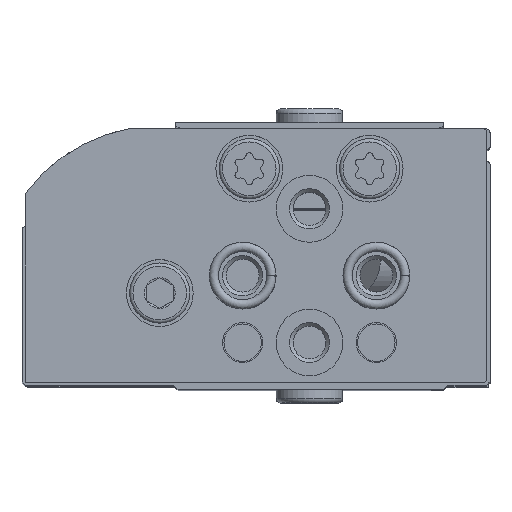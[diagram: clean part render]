
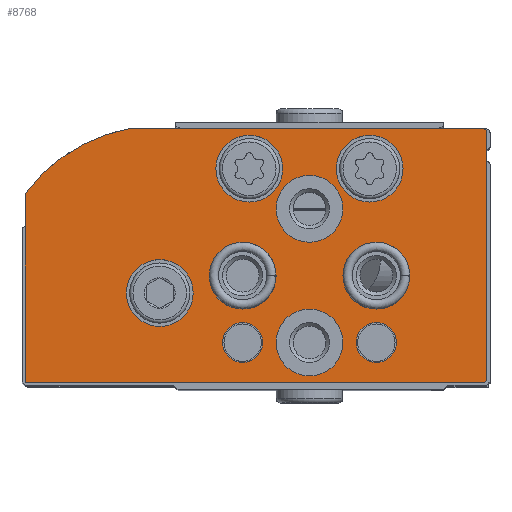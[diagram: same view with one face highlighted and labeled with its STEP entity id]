
A CAD part, top view. The second image highlights one B-rep face of the part: STEP entity #8768.
In plain terms, the highlighted face is planar.
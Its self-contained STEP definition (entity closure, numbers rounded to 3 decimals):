
#926=LINE('',#14999,#1601);
#930=LINE('',#15009,#1605);
#932=LINE('',#15013,#1607);
#935=LINE('',#15021,#1610);
#1601=VECTOR('',#12079,1000.);
#1605=VECTOR('',#12089,1000.);
#1607=VECTOR('',#12093,1000.);
#1610=VECTOR('',#12102,1000.);
#3397=ORIENTED_EDGE('',*,*,#5011,.T.);
#3398=ORIENTED_EDGE('',*,*,#5012,.T.);
#3399=ORIENTED_EDGE('',*,*,#5013,.T.);
#3400=ORIENTED_EDGE('',*,*,#5014,.T.);
#3401=ORIENTED_EDGE('',*,*,#5015,.T.);
#3402=ORIENTED_EDGE('',*,*,#5016,.T.);
#3403=ORIENTED_EDGE('',*,*,#5017,.T.);
#3404=ORIENTED_EDGE('',*,*,#5018,.T.);
#3405=ORIENTED_EDGE('',*,*,#5019,.T.);
#3406=ORIENTED_EDGE('',*,*,#4996,.F.);
#3407=ORIENTED_EDGE('',*,*,#5010,.F.);
#3408=ORIENTED_EDGE('',*,*,#5007,.F.);
#3409=ORIENTED_EDGE('',*,*,#5005,.F.);
#3410=ORIENTED_EDGE('',*,*,#5003,.F.);
#3411=ORIENTED_EDGE('',*,*,#5001,.F.);
#3412=ORIENTED_EDGE('',*,*,#4999,.F.);
#4996=EDGE_CURVE('',#5964,#5965,#926,.T.);
#4999=EDGE_CURVE('',#5965,#5966,#6466,.T.);
#5001=EDGE_CURVE('',#5966,#5967,#930,.T.);
#5003=EDGE_CURVE('',#5967,#5968,#932,.T.);
#5005=EDGE_CURVE('',#5968,#5969,#6467,.T.);
#5007=EDGE_CURVE('',#5969,#5970,#935,.T.);
#5010=EDGE_CURVE('',#5970,#5964,#6468,.T.);
#5011=EDGE_CURVE('',#5971,#5971,#6469,.T.);
#5012=EDGE_CURVE('',#5972,#5972,#6470,.T.);
#5013=EDGE_CURVE('',#5973,#5973,#6471,.T.);
#5014=EDGE_CURVE('',#5974,#5974,#6472,.T.);
#5015=EDGE_CURVE('',#5975,#5975,#6473,.T.);
#5016=EDGE_CURVE('',#5976,#5976,#6474,.T.);
#5017=EDGE_CURVE('',#5977,#5977,#6475,.T.);
#5018=EDGE_CURVE('',#5978,#5978,#6476,.T.);
#5019=EDGE_CURVE('',#5979,#5979,#6477,.T.);
#5964=VERTEX_POINT('',#15000);
#5965=VERTEX_POINT('',#15001);
#5966=VERTEX_POINT('',#15006);
#5967=VERTEX_POINT('',#15010);
#5968=VERTEX_POINT('',#15014);
#5969=VERTEX_POINT('',#15018);
#5970=VERTEX_POINT('',#15022);
#5971=VERTEX_POINT('',#15029);
#5972=VERTEX_POINT('',#15031);
#5973=VERTEX_POINT('',#15033);
#5974=VERTEX_POINT('',#15035);
#5975=VERTEX_POINT('',#15037);
#5976=VERTEX_POINT('',#15039);
#5977=VERTEX_POINT('',#15041);
#5978=VERTEX_POINT('',#15043);
#5979=VERTEX_POINT('',#15045);
#6466=CIRCLE('',#9907,0.3);
#6467=CIRCLE('',#9911,12.5);
#6468=CIRCLE('',#9914,0.3);
#6469=CIRCLE('',#9916,2.5);
#6470=CIRCLE('',#9917,1.5);
#6471=CIRCLE('',#9918,2.5);
#6472=CIRCLE('',#9919,1.5);
#6473=CIRCLE('',#9920,2.5);
#6474=CIRCLE('',#9921,2.5);
#6475=CIRCLE('',#9922,2.5);
#6476=CIRCLE('',#9923,2.5);
#6477=CIRCLE('',#9924,2.5);
#7100=EDGE_LOOP('',(#3397));
#7101=EDGE_LOOP('',(#3398));
#7102=EDGE_LOOP('',(#3399));
#7103=EDGE_LOOP('',(#3400));
#7104=EDGE_LOOP('',(#3401));
#7105=EDGE_LOOP('',(#3402));
#7106=EDGE_LOOP('',(#3403));
#7107=EDGE_LOOP('',(#3404));
#7108=EDGE_LOOP('',(#3405));
#7109=EDGE_LOOP('',(#3406,#3407,#3408,#3409,#3410,#3411,#3412));
#7861=FACE_BOUND('',#7100,.T.);
#7862=FACE_BOUND('',#7101,.T.);
#7863=FACE_BOUND('',#7102,.T.);
#7864=FACE_BOUND('',#7103,.T.);
#7865=FACE_BOUND('',#7104,.T.);
#7866=FACE_BOUND('',#7105,.T.);
#7867=FACE_BOUND('',#7106,.T.);
#7868=FACE_BOUND('',#7107,.T.);
#7869=FACE_BOUND('',#7108,.T.);
#7870=FACE_BOUND('',#7109,.T.);
#8346=PLANE('',#9915);
#8768=ADVANCED_FACE('',(#7861,#7862,#7863,#7864,#7865,#7866,#7867,#7868,
#7869,#7870),#8346,.F.);
#9907=AXIS2_PLACEMENT_3D('',#15005,#12084,#12085);
#9911=AXIS2_PLACEMENT_3D('',#15017,#12097,#12098);
#9914=AXIS2_PLACEMENT_3D('',#15026,#12107,#12108);
#9915=AXIS2_PLACEMENT_3D('',#15027,#12109,#12110);
#9916=AXIS2_PLACEMENT_3D('',#15028,#12111,#12112);
#9917=AXIS2_PLACEMENT_3D('',#15030,#12113,#12114);
#9918=AXIS2_PLACEMENT_3D('',#15032,#12115,#12116);
#9919=AXIS2_PLACEMENT_3D('',#15034,#12117,#12118);
#9920=AXIS2_PLACEMENT_3D('',#15036,#12119,#12120);
#9921=AXIS2_PLACEMENT_3D('',#15038,#12121,#12122);
#9922=AXIS2_PLACEMENT_3D('',#15040,#12123,#12124);
#9923=AXIS2_PLACEMENT_3D('',#15042,#12125,#12126);
#9924=AXIS2_PLACEMENT_3D('',#15044,#12127,#12128);
#12079=DIRECTION('',(0.,-1.,0.));
#12084=DIRECTION('',(0.,0.,1.));
#12085=DIRECTION('',(1.,0.,0.));
#12089=DIRECTION('',(1.,0.,0.));
#12093=DIRECTION('',(0.,1.,0.));
#12097=DIRECTION('',(0.,0.,1.));
#12098=DIRECTION('',(1.,0.,0.));
#12102=DIRECTION('',(-1.,0.,0.));
#12107=DIRECTION('',(0.,0.,1.));
#12108=DIRECTION('',(1.,0.,0.));
#12109=DIRECTION('',(0.,0.,1.));
#12110=DIRECTION('',(1.,0.,0.));
#12111=DIRECTION('',(0.,0.,1.));
#12112=DIRECTION('',(1.,0.,0.));
#12113=DIRECTION('',(0.,0.,1.));
#12114=DIRECTION('',(1.,0.,0.));
#12115=DIRECTION('',(0.,0.,1.));
#12116=DIRECTION('',(1.,0.,0.));
#12117=DIRECTION('',(0.,0.,1.));
#12118=DIRECTION('',(1.,0.,0.));
#12119=DIRECTION('',(0.,0.,1.));
#12120=DIRECTION('',(1.,0.,0.));
#12121=DIRECTION('',(0.,0.,1.));
#12122=DIRECTION('',(1.,0.,0.));
#12123=DIRECTION('',(0.,0.,1.));
#12124=DIRECTION('',(1.,0.,0.));
#12125=DIRECTION('',(0.,0.,1.));
#12126=DIRECTION('',(1.,0.,0.));
#12127=DIRECTION('',(0.,0.,1.));
#12128=DIRECTION('',(1.,0.,0.));
#14999=CARTESIAN_POINT('',(0.,18.7,0.));
#15000=CARTESIAN_POINT('',(0.,18.7,0.));
#15001=CARTESIAN_POINT('',(0.,0.3,0.));
#15005=CARTESIAN_POINT('',(0.3,0.3,0.));
#15006=CARTESIAN_POINT('',(0.3,0.,0.));
#15009=CARTESIAN_POINT('',(0.3,0.,0.));
#15010=CARTESIAN_POINT('',(34.5,0.,0.));
#15013=CARTESIAN_POINT('',(34.5,0.,0.));
#15014=CARTESIAN_POINT('',(34.5,14.133,0.));
#15017=CARTESIAN_POINT('',(24.45,6.7,0.));
#15018=CARTESIAN_POINT('',(26.677,19.,0.));
#15021=CARTESIAN_POINT('',(26.677,19.,0.));
#15022=CARTESIAN_POINT('',(0.3,19.,0.));
#15026=CARTESIAN_POINT('',(0.3,18.7,0.));
#15027=CARTESIAN_POINT('',(0.3,0.3,0.));
#15028=CARTESIAN_POINT('',(24.45,6.7,0.));
#15029=CARTESIAN_POINT('',(26.95,6.7,0.));
#15030=CARTESIAN_POINT('',(8.25,3.,0.));
#15031=CARTESIAN_POINT('',(9.75,3.,0.));
#15032=CARTESIAN_POINT('',(13.25,3.,0.));
#15033=CARTESIAN_POINT('',(15.75,3.,0.));
#15034=CARTESIAN_POINT('',(18.25,3.,0.));
#15035=CARTESIAN_POINT('',(19.75,3.,0.));
#15036=CARTESIAN_POINT('',(18.25,8.,0.));
#15037=CARTESIAN_POINT('',(20.75,8.,0.));
#15038=CARTESIAN_POINT('',(8.25,8.,0.));
#15039=CARTESIAN_POINT('',(10.75,8.,0.));
#15040=CARTESIAN_POINT('',(13.25,13.,0.));
#15041=CARTESIAN_POINT('',(15.75,13.,0.));
#15042=CARTESIAN_POINT('',(8.75,16.,0.));
#15043=CARTESIAN_POINT('',(11.25,16.,0.));
#15044=CARTESIAN_POINT('',(17.75,16.,0.));
#15045=CARTESIAN_POINT('',(20.25,16.,0.));
